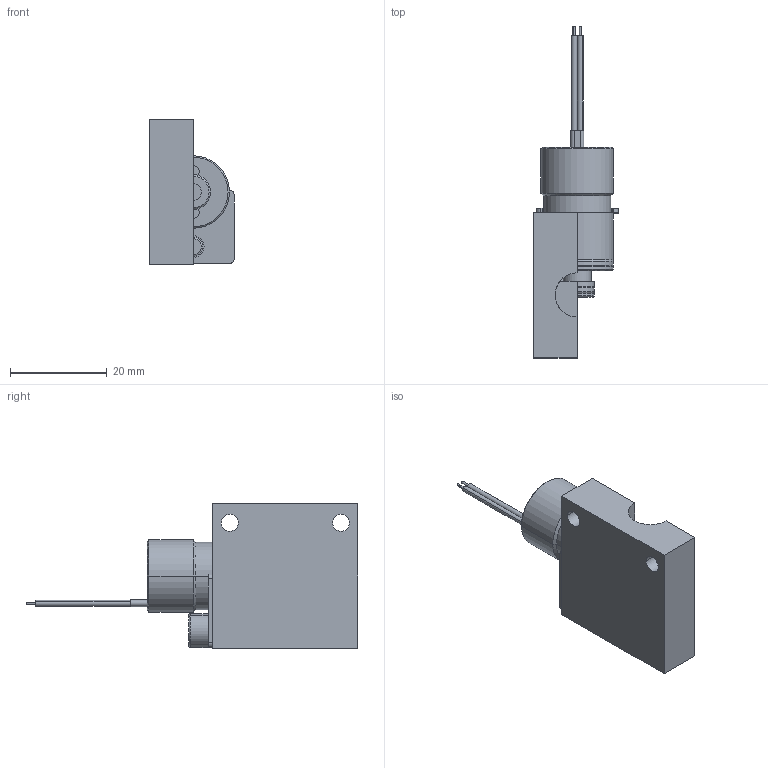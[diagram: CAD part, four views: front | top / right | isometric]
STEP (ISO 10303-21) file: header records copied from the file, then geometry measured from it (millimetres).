
FILE_DESCRIPTION (( 'STEP AP214' ), '1' );
FILE_NAME ('VP 204-5_Montageplatte_offen.STEP', '2020-10-09T09:46:36', ( '' ), ( '' ), 'SwSTEP 2.0', 'SolidWorks 2019', '' );
FILE_SCHEMA (( 'AUTOMOTIVE_DESIGN' ));
Length unit declared in the file: millimetre
Products named in the file (1): VP 204-5_Montageplatte_offen
Bounding box: 17.5 x 68.68 x 30 mm (x, y, z)
Volume: 10682.5 mm3; surface area: 6097.7 mm2
Topology: 4 solids, 5 shells, 185 faces, 441 edges, 278 vertices
Faces by surface type: cylinder 82, plane 67, cone 23, torus 10, bspline 3
Entity records: 8582 total; most frequent: CARTESIAN_POINT 2224, DIRECTION 919, ORIENTED_EDGE 866, EDGE_CURVE 433, AXIS2_PLACEMENT_3D 351, VERTEX_POINT 278, VECTOR 217, LINE 217
